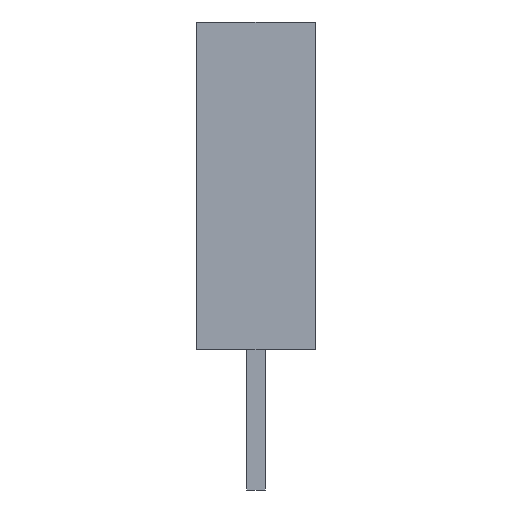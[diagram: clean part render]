
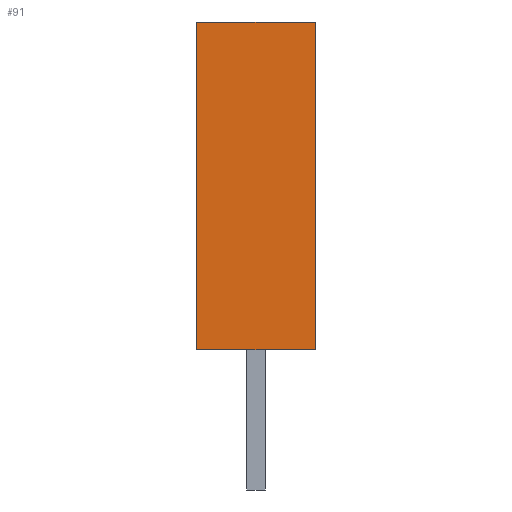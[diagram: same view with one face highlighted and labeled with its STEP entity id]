
A CAD part, front view. The second image highlights one B-rep face of the part: STEP entity #91.
In plain terms, the highlighted planar face has unit normal (0, -1, 0).
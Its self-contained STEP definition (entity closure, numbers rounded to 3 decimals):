
#13=DIRECTION('',(0.,0.,1.));
#14=DIRECTION('',(1.,0.,0.));
#67=EDGE_CURVE('',#68,#70,#72,.T.);
#68=VERTEX_POINT('',#69);
#69=CARTESIAN_POINT('',(-1.27,-1.271,0.));
#70=VERTEX_POINT('',#71);
#71=CARTESIAN_POINT('',(-1.27,-1.271,7.));
#72=LINE('',#69,#73);
#73=VECTOR('',#13,1.);
#80=DIRECTION('',(0.,1.,0.));
#91=ADVANCED_FACE('',(#92),#109,.F.);
#92=FACE_BOUND('',#93,.F.);
#93=EDGE_LOOP('',(#94,#100,#101,#106));
#94=ORIENTED_EDGE('',*,*,#95,.F.);
#95=EDGE_CURVE('',#68,#96,#98,.T.);
#96=VERTEX_POINT('',#97);
#97=CARTESIAN_POINT('',(1.27,-1.271,0.));
#98=LINE('',#69,#99);
#99=VECTOR('',#14,1.);
#100=ORIENTED_EDGE('',*,*,#67,.T.);
#101=ORIENTED_EDGE('',*,*,#102,.T.);
#102=EDGE_CURVE('',#70,#103,#105,.T.);
#103=VERTEX_POINT('',#104);
#104=CARTESIAN_POINT('',(1.27,-1.271,7.));
#105=LINE('',#71,#99);
#106=ORIENTED_EDGE('',*,*,#107,.F.);
#107=EDGE_CURVE('',#96,#103,#108,.T.);
#108=LINE('',#97,#73);
#109=PLANE('',#110);
#110=AXIS2_PLACEMENT_3D('',#69,#80,#13);
